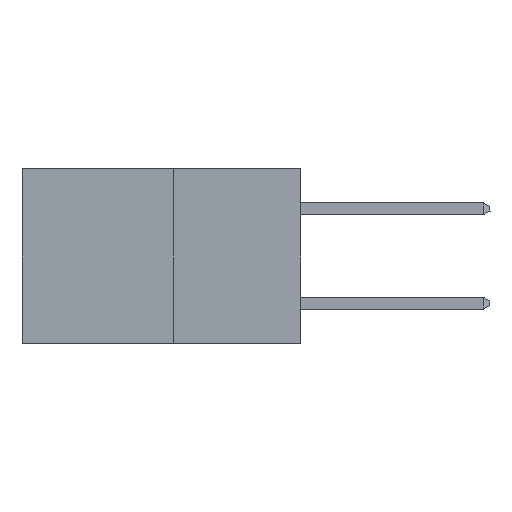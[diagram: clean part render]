
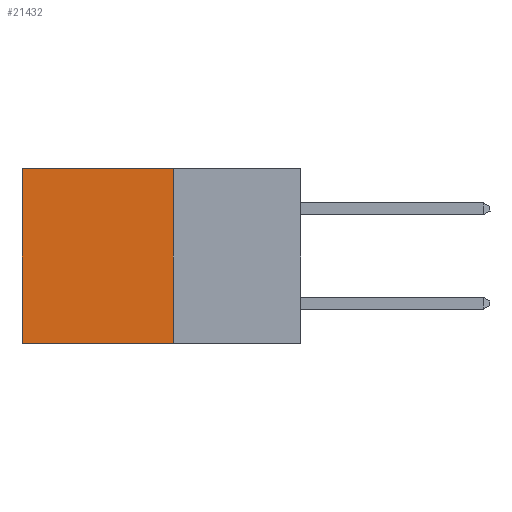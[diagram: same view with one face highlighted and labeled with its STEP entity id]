
A CAD part, left-side view. The second image highlights one B-rep face of the part: STEP entity #21432.
In plain terms, the highlighted planar face has unit normal (-1, 0, 0).
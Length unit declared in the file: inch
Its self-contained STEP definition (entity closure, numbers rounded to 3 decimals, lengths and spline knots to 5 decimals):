
#204 = CARTESIAN_POINT ( 'NONE',  ( 0.277, 0.27, -0.37 ) ) ;
#417 = CARTESIAN_POINT ( 'NONE',  ( 0.277, 0.59, -0.37 ) ) ;
#1173 = LINE ( 'NONE', #417, #14857 ) ;
#1278 = CARTESIAN_POINT ( 'NONE',  ( 0.277, 0.27, -0.37 ) ) ;
#3066 = DIRECTION ( 'NONE',  ( 0., 0., -1. ) ) ;
#3405 = DIRECTION ( 'NONE',  ( 0., 1., 0. ) ) ;
#4505 = VERTEX_POINT ( 'NONE', #204 ) ;
#6349 = EDGE_CURVE ( 'NONE', #20163, #18176, #17280, .T. ) ;
#6704 = LINE ( 'NONE', #18886, #10913 ) ;
#7228 = FACE_OUTER_BOUND ( 'NONE', #20475, .T. ) ;
#7282 = VERTEX_POINT ( 'NONE', #13227 ) ;
#10913 = VECTOR ( 'NONE', #15346, 39.37008 ) ;
#11715 = EDGE_CURVE ( 'NONE', #18176, #7282, #1173, .T. ) ;
#13135 = LINE ( 'NONE', #19795, #21956 ) ;
#13227 = CARTESIAN_POINT ( 'NONE',  ( 0.277, 0.59, -0.37 ) ) ;
#13482 = ORIENTED_EDGE ( 'NONE', *, *, #11715, .T. ) ;
#13591 = ORIENTED_EDGE ( 'NONE', *, *, #6349, .T. ) ;
#13761 = DIRECTION ( 'NONE',  ( 1., 0., 0. ) ) ;
#14102 = CARTESIAN_POINT ( 'NONE',  ( 0.277, 0.27, 0. ) ) ;
#14399 = ORIENTED_EDGE ( 'NONE', *, *, #20631, .F. ) ;
#14857 = VECTOR ( 'NONE', #21688, 39.37008 ) ;
#15346 = DIRECTION ( 'NONE',  ( 0., 0., -1. ) ) ;
#15711 = EDGE_CURVE ( 'NONE', #4505, #7282, #13135, .T. ) ;
#15738 = CARTESIAN_POINT ( 'NONE',  ( 0.277, 0.59, 0. ) ) ;
#17280 = LINE ( 'NONE', #14102, #18935 ) ;
#18176 = VERTEX_POINT ( 'NONE', #15738 ) ;
#18886 = CARTESIAN_POINT ( 'NONE',  ( 0.277, 0.27, -0.37 ) ) ;
#18935 = VECTOR ( 'NONE', #3405, 39.37008 ) ;
#19028 = PLANE ( 'NONE',  #20465 ) ;
#19795 = CARTESIAN_POINT ( 'NONE',  ( 0.277, 0.27, -0.37 ) ) ;
#20163 = VERTEX_POINT ( 'NONE', #21265 ) ;
#20465 = AXIS2_PLACEMENT_3D ( 'NONE', #1278, #13761, #3066 ) ;
#20475 = EDGE_LOOP ( 'NONE', ( #13482, #22649, #14399, #13591 ) ) ;
#20631 = EDGE_CURVE ( 'NONE', #20163, #4505, #6704, .T. ) ;
#21265 = CARTESIAN_POINT ( 'NONE',  ( 0.277, 0.27, 0. ) ) ;
#21432 = ADVANCED_FACE ( 'NONE', ( #7228 ), #19028, .F. ) ;
#21626 = DIRECTION ( 'NONE',  ( 0., 1., 0. ) ) ;
#21688 = DIRECTION ( 'NONE',  ( 0., 0., -1. ) ) ;
#21956 = VECTOR ( 'NONE', #21626, 39.37008 ) ;
#22649 = ORIENTED_EDGE ( 'NONE', *, *, #15711, .F. ) ;
